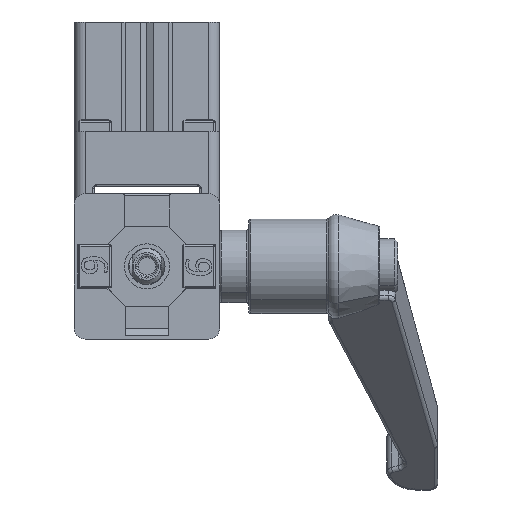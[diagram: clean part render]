
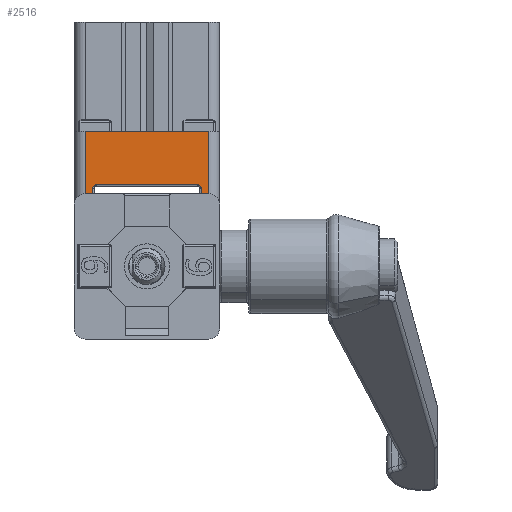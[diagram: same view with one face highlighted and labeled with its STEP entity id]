
A CAD part, front view. The second image highlights one B-rep face of the part: STEP entity #2516.
In plain terms, the highlighted face is planar.
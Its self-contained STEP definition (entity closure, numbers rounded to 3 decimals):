
#60 = DIRECTION ( 'NONE',  ( -1., 0., 0. ) ) ;
#83 = EDGE_CURVE ( 'NONE', #24200, #10752, #19539, .T. ) ;
#447 = VERTEX_POINT ( 'NONE', #19733 ) ;
#1307 = DIRECTION ( 'NONE',  ( 1., 0., 0. ) ) ;
#1312 = VECTOR ( 'NONE', #12753, 1000. ) ;
#1373 = LINE ( 'NONE', #4532, #21608 ) ;
#1457 = DIRECTION ( 'NONE',  ( 0., 0., 1. ) ) ;
#1487 = AXIS2_PLACEMENT_3D ( 'NONE', #16225, #11029, #29281 ) ;
#1614 = VECTOR ( 'NONE', #1307, 1000. ) ;
#2516 = ADVANCED_FACE ( 'NONE', ( #27357 ), #26677, .T. ) ;
#3056 = CARTESIAN_POINT ( 'NONE',  ( 8.5, 28.6, -10. ) ) ;
#3492 = CARTESIAN_POINT ( 'NONE',  ( 7.45, 7.9, -10. ) ) ;
#3924 = VECTOR ( 'NONE', #28028, 1000. ) ;
#4532 = CARTESIAN_POINT ( 'NONE',  ( -7.45, 28.6, -10. ) ) ;
#4767 = DIRECTION ( 'NONE',  ( 1., 0., 0. ) ) ;
#5496 = VECTOR ( 'NONE', #4767, 1000. ) ;
#5552 = EDGE_CURVE ( 'NONE', #24200, #27243, #8811, .T. ) ;
#5720 = DIRECTION ( 'NONE',  ( 0., -1., 0. ) ) ;
#5996 = CARTESIAN_POINT ( 'NONE',  ( -8.5, 18.6, -10. ) ) ;
#6193 = CARTESIAN_POINT ( 'NONE',  ( -6.95, 7.4, -10. ) ) ;
#6418 = VECTOR ( 'NONE', #5720, 1000. ) ;
#6529 = VERTEX_POINT ( 'NONE', #33818 ) ;
#7353 = VECTOR ( 'NONE', #26378, 1000. ) ;
#7464 = ORIENTED_EDGE ( 'NONE', *, *, #13189, .T. ) ;
#8811 = LINE ( 'NONE', #12768, #28040 ) ;
#9087 = ORIENTED_EDGE ( 'NONE', *, *, #32417, .T. ) ;
#9368 = EDGE_CURVE ( 'NONE', #27243, #447, #16552, .T. ) ;
#10360 = CIRCLE ( 'NONE', #32931, 0.5 ) ;
#10725 = CARTESIAN_POINT ( 'NONE',  ( -10., 18.6, -10. ) ) ;
#10752 = VERTEX_POINT ( 'NONE', #23794 ) ;
#10776 = EDGE_CURVE ( 'NONE', #24558, #32736, #20524, .T. ) ;
#10807 = ORIENTED_EDGE ( 'NONE', *, *, #23022, .T. ) ;
#11029 = DIRECTION ( 'NONE',  ( 0., 0., -1. ) ) ;
#11407 = VERTEX_POINT ( 'NONE', #3492 ) ;
#11461 = CIRCLE ( 'NONE', #24990, 0.5 ) ;
#12414 = CARTESIAN_POINT ( 'NONE',  ( -10., 7.4, -10. ) ) ;
#12632 = CARTESIAN_POINT ( 'NONE',  ( 7.45, 28.6, -10. ) ) ;
#12753 = DIRECTION ( 'NONE',  ( 0., 1., 0. ) ) ;
#12768 = CARTESIAN_POINT ( 'NONE',  ( -8.5, 18.6, -10. ) ) ;
#13175 = ORIENTED_EDGE ( 'NONE', *, *, #10776, .T. ) ;
#13189 = EDGE_CURVE ( 'NONE', #447, #18786, #1373, .T. ) ;
#13487 = LINE ( 'NONE', #3056, #6418 ) ;
#14533 = VERTEX_POINT ( 'NONE', #6193 ) ;
#15390 = LINE ( 'NONE', #12632, #1312 ) ;
#15394 = DIRECTION ( 'NONE',  ( 0., 1., 0. ) ) ;
#15915 = DIRECTION ( 'NONE',  ( 0., 0., 1. ) ) ;
#16225 = CARTESIAN_POINT ( 'NONE',  ( -10., 28.6, -10. ) ) ;
#16552 = LINE ( 'NONE', #24904, #1614 ) ;
#16969 = EDGE_CURVE ( 'NONE', #18786, #14533, #10360, .T. ) ;
#17321 = CARTESIAN_POINT ( 'NONE',  ( 6.95, 7.9, -10. ) ) ;
#18189 = CARTESIAN_POINT ( 'NONE',  ( 8.5, 18.6, -10. ) ) ;
#18786 = VERTEX_POINT ( 'NONE', #32573 ) ;
#18996 = ORIENTED_EDGE ( 'NONE', *, *, #25866, .T. ) ;
#19539 = LINE ( 'NONE', #20550, #5496 ) ;
#19612 = LINE ( 'NONE', #12414, #3924 ) ;
#19733 = CARTESIAN_POINT ( 'NONE',  ( -7.45, 18.6, -10. ) ) ;
#19920 = DIRECTION ( 'NONE',  ( -1., 0., 0. ) ) ;
#20524 = LINE ( 'NONE', #10725, #7353 ) ;
#20550 = CARTESIAN_POINT ( 'NONE',  ( -10., 0., -10. ) ) ;
#20688 = EDGE_CURVE ( 'NONE', #14533, #6529, #19612, .T. ) ;
#21250 = CARTESIAN_POINT ( 'NONE',  ( -8.5, 0., -10. ) ) ;
#21608 = VECTOR ( 'NONE', #33194, 1000. ) ;
#22421 = ORIENTED_EDGE ( 'NONE', *, *, #9368, .T. ) ;
#23022 = EDGE_CURVE ( 'NONE', #11407, #24558, #15390, .T. ) ;
#23794 = CARTESIAN_POINT ( 'NONE',  ( 8.5, 0., -10. ) ) ;
#24200 = VERTEX_POINT ( 'NONE', #21250 ) ;
#24558 = VERTEX_POINT ( 'NONE', #25419 ) ;
#24904 = CARTESIAN_POINT ( 'NONE',  ( -10., 18.6, -10. ) ) ;
#24990 = AXIS2_PLACEMENT_3D ( 'NONE', #17321, #1457, #19920 ) ;
#25419 = CARTESIAN_POINT ( 'NONE',  ( 7.45, 18.6, -10. ) ) ;
#25866 = EDGE_CURVE ( 'NONE', #6529, #11407, #11461, .T. ) ;
#26050 = ORIENTED_EDGE ( 'NONE', *, *, #20688, .T. ) ;
#26378 = DIRECTION ( 'NONE',  ( 1., 0., 0. ) ) ;
#26493 = EDGE_LOOP ( 'NONE', ( #18996, #10807, #13175, #9087, #28573, #32861, #22421, #7464, #31161, #26050 ) ) ;
#26677 = PLANE ( 'NONE',  #1487 ) ;
#27243 = VERTEX_POINT ( 'NONE', #5996 ) ;
#27357 = FACE_OUTER_BOUND ( 'NONE', #26493, .T. ) ;
#28028 = DIRECTION ( 'NONE',  ( 1., 0., 0. ) ) ;
#28040 = VECTOR ( 'NONE', #15394, 1000. ) ;
#28573 = ORIENTED_EDGE ( 'NONE', *, *, #83, .F. ) ;
#29281 = DIRECTION ( 'NONE',  ( -1., 0., 0. ) ) ;
#31161 = ORIENTED_EDGE ( 'NONE', *, *, #16969, .T. ) ;
#31464 = CARTESIAN_POINT ( 'NONE',  ( -6.95, 7.9, -10. ) ) ;
#32417 = EDGE_CURVE ( 'NONE', #32736, #10752, #13487, .T. ) ;
#32573 = CARTESIAN_POINT ( 'NONE',  ( -7.45, 7.9, -10. ) ) ;
#32736 = VERTEX_POINT ( 'NONE', #18189 ) ;
#32861 = ORIENTED_EDGE ( 'NONE', *, *, #5552, .T. ) ;
#32931 = AXIS2_PLACEMENT_3D ( 'NONE', #31464, #15915, #60 ) ;
#33194 = DIRECTION ( 'NONE',  ( 0., -1., 0. ) ) ;
#33818 = CARTESIAN_POINT ( 'NONE',  ( 6.95, 7.4, -10. ) ) ;
